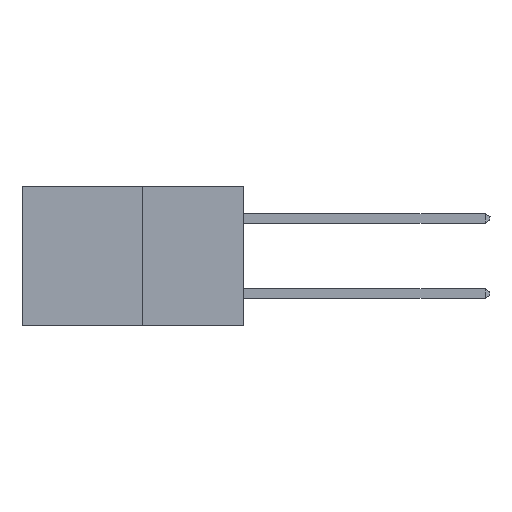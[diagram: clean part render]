
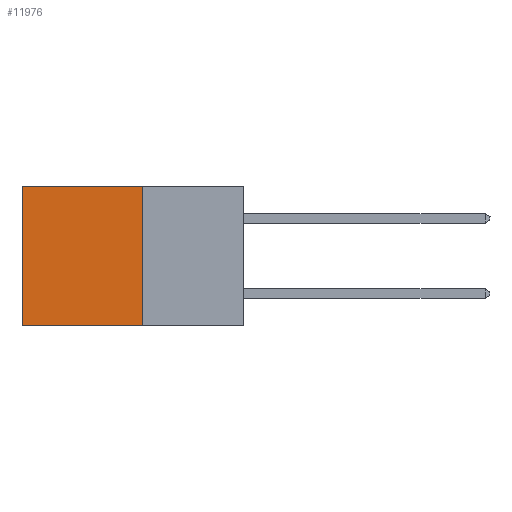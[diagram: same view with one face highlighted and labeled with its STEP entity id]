
A CAD part, left-side view. The second image highlights one B-rep face of the part: STEP entity #11976.
In plain terms, the highlighted planar face has unit normal (-1, 0, 0).
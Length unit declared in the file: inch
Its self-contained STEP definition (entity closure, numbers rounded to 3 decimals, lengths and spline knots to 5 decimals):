
#307 = VECTOR ( 'NONE', #574, 39.37008 ) ;
#314 = EDGE_CURVE ( 'NONE', #9442, #11630, #3870, .T. ) ;
#490 = ORIENTED_EDGE ( 'NONE', *, *, #13374, .T. ) ;
#574 = DIRECTION ( 'NONE',  ( 0., 1., 0. ) ) ;
#859 = PLANE ( 'NONE',  #13039 ) ;
#880 = VECTOR ( 'NONE', #10348, 39.37008 ) ;
#1546 = VERTEX_POINT ( 'NONE', #13516 ) ;
#1665 = CARTESIAN_POINT ( 'NONE',  ( 0.277, 0.59, 0. ) ) ;
#2311 = CARTESIAN_POINT ( 'NONE',  ( 0.277, 0.27, -0.37 ) ) ;
#2481 = CARTESIAN_POINT ( 'NONE',  ( 0.277, 0.59, -0.37 ) ) ;
#2646 = ORIENTED_EDGE ( 'NONE', *, *, #13415, .T. ) ;
#2741 = VERTEX_POINT ( 'NONE', #1665 ) ;
#2950 = LINE ( 'NONE', #7104, #307 ) ;
#3095 = CARTESIAN_POINT ( 'NONE',  ( 0.277, 0.27, -0.37 ) ) ;
#3870 = LINE ( 'NONE', #10730, #6769 ) ;
#4157 = DIRECTION ( 'NONE',  ( 0., 0., -1. ) ) ;
#4920 = CARTESIAN_POINT ( 'NONE',  ( 0.277, 0.59, -0.37 ) ) ;
#5588 = ORIENTED_EDGE ( 'NONE', *, *, #10442, .F. ) ;
#6001 = DIRECTION ( 'NONE',  ( 0., 0., -1. ) ) ;
#6769 = VECTOR ( 'NONE', #7507, 39.37008 ) ;
#7104 = CARTESIAN_POINT ( 'NONE',  ( 0.277, 0.27, 0. ) ) ;
#7507 = DIRECTION ( 'NONE',  ( 0., 1., 0. ) ) ;
#8079 = EDGE_LOOP ( 'NONE', ( #490, #11721, #5588, #2646 ) ) ;
#9024 = VECTOR ( 'NONE', #6001, 39.37008 ) ;
#9200 = FACE_OUTER_BOUND ( 'NONE', #8079, .T. ) ;
#9268 = CARTESIAN_POINT ( 'NONE',  ( 0.277, 0.27, -0.37 ) ) ;
#9373 = LINE ( 'NONE', #4920, #9024 ) ;
#9442 = VERTEX_POINT ( 'NONE', #2311 ) ;
#10348 = DIRECTION ( 'NONE',  ( 0., 0., -1. ) ) ;
#10442 = EDGE_CURVE ( 'NONE', #1546, #9442, #12122, .T. ) ;
#10640 = DIRECTION ( 'NONE',  ( 1., 0., 0. ) ) ;
#10730 = CARTESIAN_POINT ( 'NONE',  ( 0.277, 0.27, -0.37 ) ) ;
#11630 = VERTEX_POINT ( 'NONE', #2481 ) ;
#11721 = ORIENTED_EDGE ( 'NONE', *, *, #314, .F. ) ;
#11976 = ADVANCED_FACE ( 'NONE', ( #9200 ), #859, .F. ) ;
#12122 = LINE ( 'NONE', #9268, #880 ) ;
#13039 = AXIS2_PLACEMENT_3D ( 'NONE', #3095, #10640, #4157 ) ;
#13374 = EDGE_CURVE ( 'NONE', #2741, #11630, #9373, .T. ) ;
#13415 = EDGE_CURVE ( 'NONE', #1546, #2741, #2950, .T. ) ;
#13516 = CARTESIAN_POINT ( 'NONE',  ( 0.277, 0.27, 0. ) ) ;
